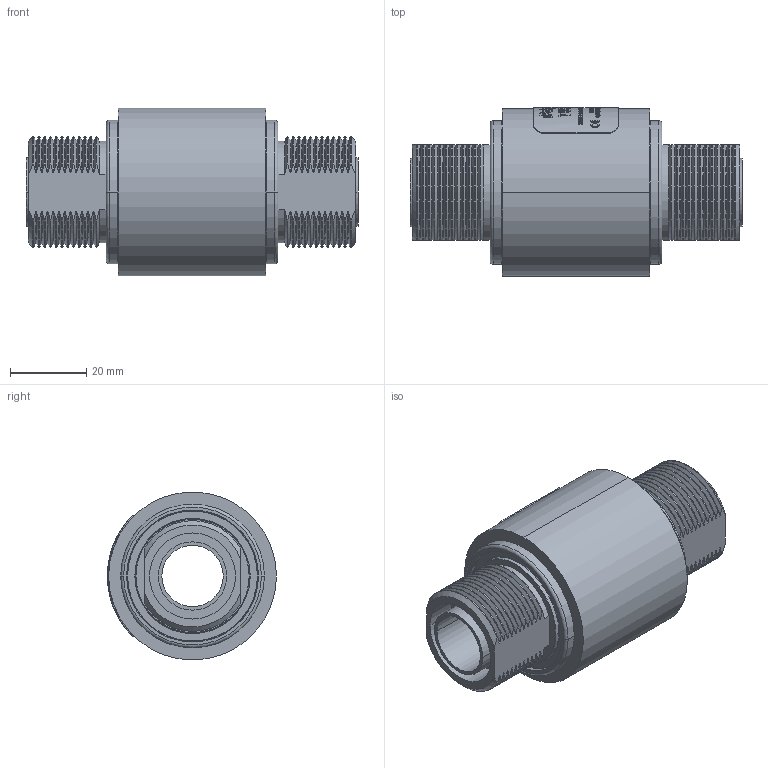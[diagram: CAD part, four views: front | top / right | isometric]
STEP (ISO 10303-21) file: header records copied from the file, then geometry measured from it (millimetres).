
FILE_DESCRIPTION (( 'STEP AP214' ), '1' );
FILE_NAME ('TUSX-DFF.STEP', '2019-07-30T19:28:03', ( '' ), ( '' ), 'SwSTEP 2.0', 'SolidWorks 2019', '' );
FILE_SCHEMA (( 'AUTOMOTIVE_DESIGN' ));
Length unit declared in the file: inch
Products named in the file (8): 5800-0246; TUSX-DFF; 5800-0247; 7020-4208
Assembly tree (4 placements, depth 2):
  5800-0246
  TUSX-DFF
    5800-0247
    5800-0246  x2
    7020-4208
  5800-0246
  5800-0247
  7020-4208
Bounding box: 86.87 x 44.22 x 43.94 mm (x, y, z)
Volume: 56795.8 mm3; surface area: 31120.8 mm2
Topology: 4 solids, 4 shells, 1985 faces, 5427 edges, 3602 vertices
Faces by surface type: bspline 1030, plane 523, cylinder 288, cone 116, torus 28
Entity records: 101613 total; most frequent: CARTESIAN_POINT 63732, ORIENTED_EDGE 10062, EDGE_CURVE 5031, DIRECTION 4062, VERTEX_POINT 3344, B_SPLINE_CURVE_WITH_KNOTS 3339, EDGE_LOOP 1981, ADVANCED_FACE 1835
